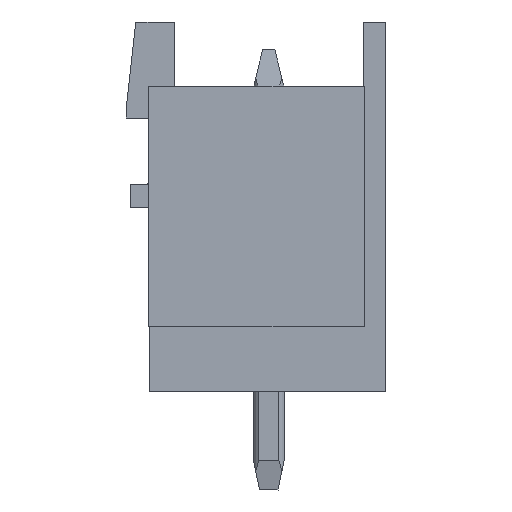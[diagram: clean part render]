
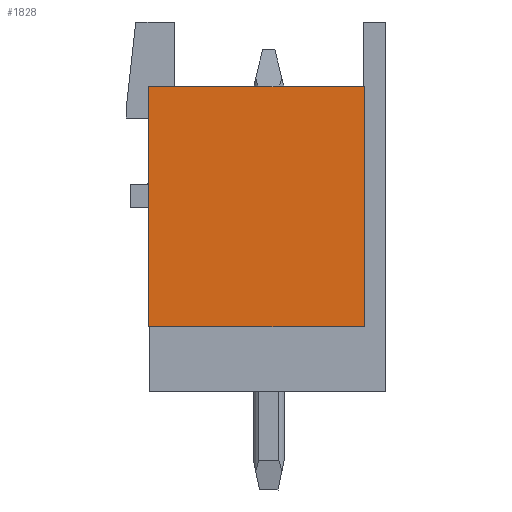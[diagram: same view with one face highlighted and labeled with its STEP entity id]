
A CAD part, left-side view. The second image highlights one B-rep face of the part: STEP entity #1828.
In plain terms, the highlighted planar face has unit normal (-1, 0, 0).
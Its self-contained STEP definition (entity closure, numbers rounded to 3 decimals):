
#1820=AXIS2_PLACEMENT_3D('Plane Axis2P3D',#1817,#1818,#1819) ;
#1144=CARTESIAN_POINT('Vertex',(0.,0.7,5.3)) ;
#1186=CARTESIAN_POINT('Vertex',(0.,0.7,13.1)) ;
#1189=CARTESIAN_POINT('Line Origine',(0.,0.7,9.2)) ;
#1683=CARTESIAN_POINT('Line Origine',(0.,7.7,9.2)) ;
#1687=CARTESIAN_POINT('Vertex',(0.,7.7,5.3)) ;
#1689=CARTESIAN_POINT('Vertex',(0.,7.7,13.1)) ;
#1754=CARTESIAN_POINT('Line Origine',(0.,4.2,5.3)) ;
#1805=CARTESIAN_POINT('Line Origine',(0.,4.2,13.1)) ;
#1817=CARTESIAN_POINT('Axis2P3D Location',(0.,0.,13.1)) ;
#1190=DIRECTION('Vector Direction',(0.,0.,-1.)) ;
#1684=DIRECTION('Vector Direction',(0.,0.,-1.)) ;
#1755=DIRECTION('Vector Direction',(0.,1.,0.)) ;
#1806=DIRECTION('Vector Direction',(0.,1.,0.)) ;
#1818=DIRECTION('Axis2P3D Direction',(1.,-0.,0.)) ;
#1819=DIRECTION('Axis2P3D XDirection',(0.,0.,-1.)) ;
#1191=VECTOR('Line Direction',#1190,1.) ;
#1685=VECTOR('Line Direction',#1684,1.) ;
#1756=VECTOR('Line Direction',#1755,1.) ;
#1807=VECTOR('Line Direction',#1806,1.) ;
#1823=ORIENTED_EDGE('',*,*,#1758,.F.) ;
#1824=ORIENTED_EDGE('',*,*,#1193,.T.) ;
#1825=ORIENTED_EDGE('',*,*,#1809,.T.) ;
#1826=ORIENTED_EDGE('',*,*,#1691,.F.) ;
#1828=ADVANCED_FACE('Housing',(#1827),#1821,.F.) ;
#1193=EDGE_CURVE('',#1145,#1187,#1192,.F.) ;
#1691=EDGE_CURVE('',#1688,#1690,#1686,.F.) ;
#1758=EDGE_CURVE('',#1145,#1688,#1757,.T.) ;
#1809=EDGE_CURVE('',#1187,#1690,#1808,.T.) ;
#1822=EDGE_LOOP('',(#1823,#1824,#1825,#1826)) ;
#1827=FACE_OUTER_BOUND('',#1822,.T.) ;
#1192=LINE('Line',#1189,#1191) ;
#1686=LINE('Line',#1683,#1685) ;
#1757=LINE('Line',#1754,#1756) ;
#1808=LINE('Line',#1805,#1807) ;
#1821=PLANE('',#1820) ;
#1145=VERTEX_POINT('',#1144) ;
#1187=VERTEX_POINT('',#1186) ;
#1688=VERTEX_POINT('',#1687) ;
#1690=VERTEX_POINT('',#1689) ;
